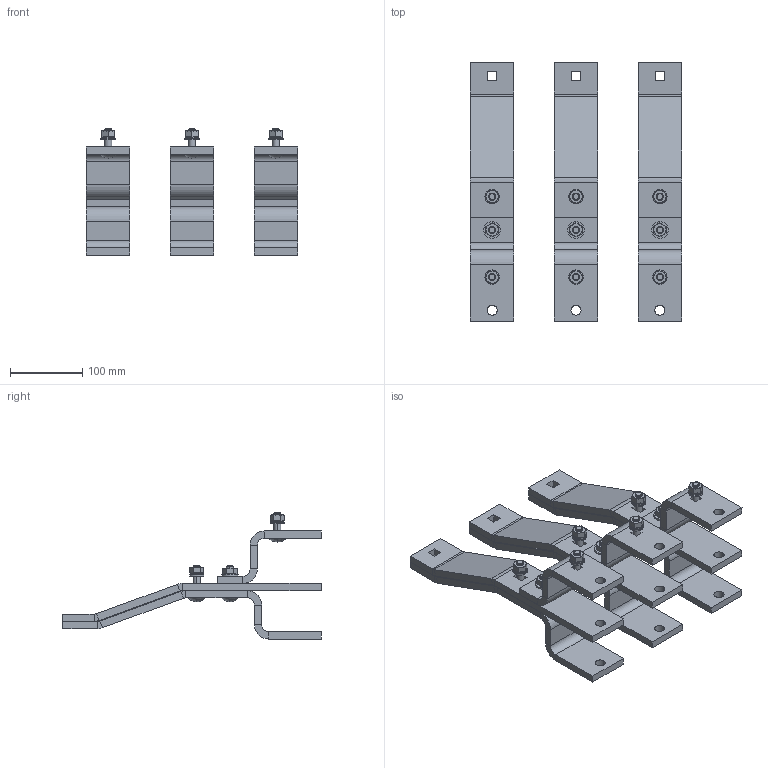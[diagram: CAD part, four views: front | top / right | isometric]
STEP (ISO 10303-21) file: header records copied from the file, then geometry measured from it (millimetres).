
FILE_DESCRIPTION(('STEP AP214'),'1');
FILE_NAME('cctmp_1F02B6CA-1B35-41D2-9AB3-788075E1F40C_2024_05_23_13_33_33_0812..stp','2024-05-23T11:33:34',('SIEMENS A&D'),('CADClick - www.CADClick.com'),'Spatial InterOp 3D',' ','unknown authorization');
FILE_SCHEMA(('AUTOMOTIVE_DESIGN'));
Length unit declared in the file: millimetre
Products named in the file (43): cc_unnamed; 2024_05_23_13_33_33_0785; 2024_05_23_13_33_33_0768; 2024_05_23_13_33_33_0737; 2024_05_23_13_33_33_0676; 2024_05_23_13_33_33_0645; 2024_05_23_13_33_33_0628; 2024_05_23_13_33_33_0578; 2024_05_23_13_33_33_0535; 2024_05_23_13_33_33_0503; 2024_05_23_13_33_33_0442; 2024_05_23_13_33_33_0409; 2024_05_23_13_33_33_0379; 2024_05_23_13_33_33_0347; 2024_05_23_13_33_33_0285; 2024_05_23_13_33_33_0254; 2024_05_23_13_33_33_0222; 2024_05_23_13_33_33_0191; 2024_05_23_13_33_33_0128; 2024_05_23_13_33_33_0097; 2024_05_23_13_33_33_0077; 2024_05_23_13_33_33_0035; 2024_05_23_13_33_32_0977; 2024_05_23_13_33_32_0941; 2024_05_23_13_33_32_0910; 2024_05_23_13_33_32_0878; 2024_05_23_13_33_32_0816; 2024_05_23_13_33_32_0785; 2024_05_23_13_33_32_0753; 2024_05_23_13_33_32_0722; 2024_05_23_13_33_32_0660; 2024_05_23_13_33_32_0628; 2024_05_23_13_33_32_0597; 2024_05_23_13_33_32_0565; 2024_05_23_13_33_32_0503; 2024_05_23_13_33_32_0476; 2024_05_23_13_33_32_0441; 2024_05_23_13_33_32_0410; 2024_05_23_13_33_32_0379; 2024_05_23_13_33_32_0347 ...
Assembly tree (42 placements, depth 2):
  cc_unnamed
    2024_05_23_13_33_33_0785
    2024_05_23_13_33_33_0768
    2024_05_23_13_33_33_0737
    2024_05_23_13_33_33_0676
    2024_05_23_13_33_33_0645
    2024_05_23_13_33_33_0628
    2024_05_23_13_33_33_0578
    2024_05_23_13_33_33_0535
    2024_05_23_13_33_33_0503
    2024_05_23_13_33_33_0442
    2024_05_23_13_33_33_0409
    2024_05_23_13_33_33_0379
    2024_05_23_13_33_33_0347
    2024_05_23_13_33_33_0285
    2024_05_23_13_33_33_0254
    2024_05_23_13_33_33_0222
    2024_05_23_13_33_33_0191
    2024_05_23_13_33_33_0128
    2024_05_23_13_33_33_0097
    2024_05_23_13_33_33_0077
    2024_05_23_13_33_33_0035
    2024_05_23_13_33_32_0977
    2024_05_23_13_33_32_0941
    2024_05_23_13_33_32_0910
    2024_05_23_13_33_32_0878
    2024_05_23_13_33_32_0816
    2024_05_23_13_33_32_0785
    2024_05_23_13_33_32_0753
    2024_05_23_13_33_32_0722
    2024_05_23_13_33_32_0660
    2024_05_23_13_33_32_0628
    2024_05_23_13_33_32_0597
    2024_05_23_13_33_32_0565
    2024_05_23_13_33_32_0503
    2024_05_23_13_33_32_0476
    2024_05_23_13_33_32_0441
    2024_05_23_13_33_32_0410
    2024_05_23_13_33_32_0379
    2024_05_23_13_33_32_0347
    2024_05_23_13_33_32_0316
    2024_05_23_13_33_32_0285
    2024_05_23_13_33_32_0254
Bounding box: 292 x 357.5 x 174.5 mm (x, y, z)
Volume: 1752137.6 mm3; surface area: 463678 mm2
Topology: 42 solids, 42 shells, 786 faces, 1734 edges, 1059 vertices
Faces by surface type: plane 480, cylinder 180, cone 108, sphere 18
Entity records: 29114 total; most frequent: CARTESIAN_POINT 4054, DIRECTION 3788, ORIENTED_EDGE 3468, EDGE_CURVE 1734, AXIS2_PLACEMENT_3D 1333, LINE 1122, VECTOR 1122, VERTEX_POINT 1059
